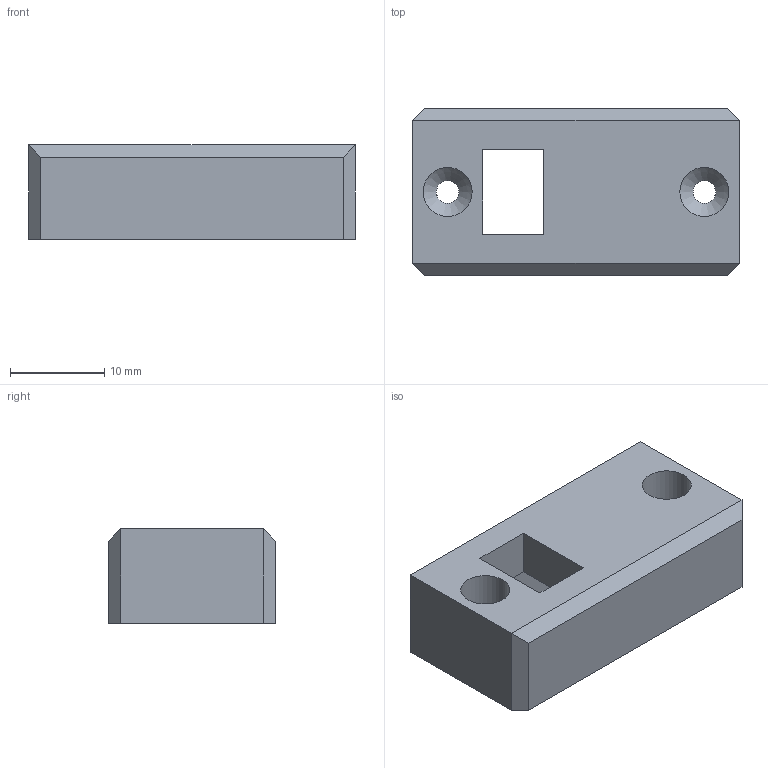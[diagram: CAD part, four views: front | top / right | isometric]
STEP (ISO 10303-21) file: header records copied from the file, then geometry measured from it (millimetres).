
FILE_DESCRIPTION(('FreeCAD Model'),'2;1');
FILE_NAME('Open CASCADE Shape Model','2024-07-05T17:26:34',('Author'),( ''),'Open CASCADE STEP processor 7.6','FreeCAD','Unknown');
FILE_SCHEMA(('AUTOMOTIVE_DESIGN { 1 0 10303 214 1 1 1 1 }'));
Length unit declared in the file: millimetre
Products named in the file (1): AdapterBottomOutsideChamfer
Bounding box: 34.62 x 17.75 x 10 mm (x, y, z)
Volume: 4648.2 mm3; surface area: 2730.6 mm2
Topology: 1 solids, 1 shells, 30 faces, 70 edges, 44 vertices
Faces by surface type: plane 24, cylinder 4, cone 2
Full cylindrical faces by diameter (mm): 2.4 x2, 5.2 x2
Entity records: 874 total; most frequent: CARTESIAN_POINT 145, DIRECTION 142, ORIENTED_EDGE 140, EDGE_CURVE 70, LINE 60, VECTOR 60, VERTEX_POINT 44, AXIS2_PLACEMENT_3D 41
